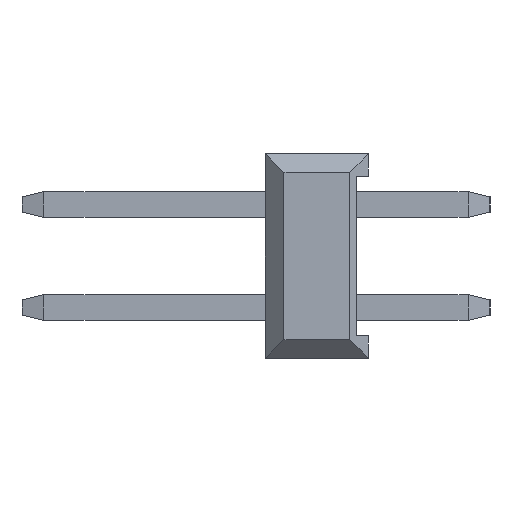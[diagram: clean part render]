
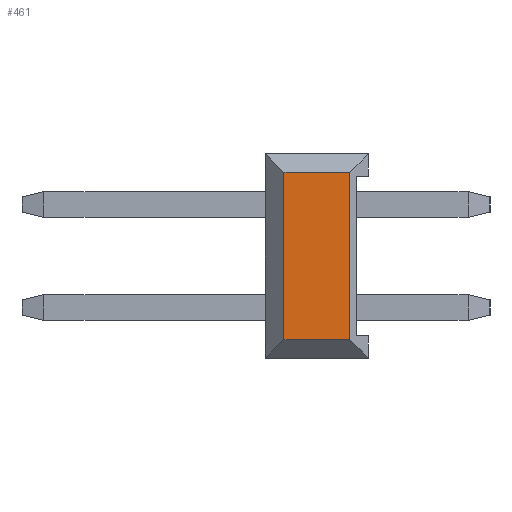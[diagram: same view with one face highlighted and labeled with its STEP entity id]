
A CAD part, left-side view. The second image highlights one B-rep face of the part: STEP entity #461.
In plain terms, the highlighted planar face has unit normal (-1, 0, 0).
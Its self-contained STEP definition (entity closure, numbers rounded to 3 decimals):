
#461 = ADVANCED_FACE ( 'NONE', ( #2198 ), #38049, .F. ) ;
#615 = EDGE_CURVE ( 'NONE', #1671, #1672, #25501, .T. ) ;
#619 = EDGE_CURVE ( 'NONE', #1671, #7987, #25508, .T. ) ;
#620 = EDGE_CURVE ( 'NONE', #7987, #7988, #25514, .T. ) ;
#623 = EDGE_CURVE ( 'NONE', #1672, #7988, #25520, .T. ) ;
#1671 = VERTEX_POINT ( 'NONE', #12960 ) ;
#1672 = VERTEX_POINT ( 'NONE', #12961 ) ;
#2079 = VECTOR ( 'NONE', #25503, 1000. ) ;
#2090 = VECTOR ( 'NONE', #25512, 1000. ) ;
#2119 = VECTOR ( 'NONE', #25524, 1000. ) ;
#2123 = VECTOR ( 'NONE', #25518, 1000. ) ;
#2198 = FACE_OUTER_BOUND ( 'NONE', #14790, .T. ) ;
#2215 = AXIS2_PLACEMENT_3D ( 'NONE', #38050, #38051, #38052 ) ;
#7987 = VERTEX_POINT ( 'NONE', #27610 ) ;
#7988 = VERTEX_POINT ( 'NONE', #27611 ) ;
#12960 = CARTESIAN_POINT ( 'NONE',  ( -1.27, 2.08, -3.33 ) ) ;
#12961 = CARTESIAN_POINT ( 'NONE',  ( -1.27, 0.46, -3.33 ) ) ;
#14790 = EDGE_LOOP ( 'NONE', ( #19658, #19656, #19657, #19655 ) ) ;
#19655 = ORIENTED_EDGE ( 'NONE', *, *, #623, .T. ) ;
#19656 = ORIENTED_EDGE ( 'NONE', *, *, #619, .F. ) ;
#19657 = ORIENTED_EDGE ( 'NONE', *, *, #615, .T. ) ;
#19658 = ORIENTED_EDGE ( 'NONE', *, *, #620, .F. ) ;
#25501 = LINE ( 'NONE', #25502, #2079 ) ;
#25502 = CARTESIAN_POINT ( 'NONE',  ( -1.27, 2.54, -3.33 ) ) ;
#25503 = DIRECTION ( 'NONE',  ( 0., -1., 0. ) ) ;
#25508 = LINE ( 'NONE', #25510, #2090 ) ;
#25510 = CARTESIAN_POINT ( 'NONE',  ( -1.27, 2.08, -3.81 ) ) ;
#25512 = DIRECTION ( 'NONE',  ( 0., 0., 1. ) ) ;
#25514 = LINE ( 'NONE', #25516, #2123 ) ;
#25516 = CARTESIAN_POINT ( 'NONE',  ( -1.27, 2.54, 0.79 ) ) ;
#25518 = DIRECTION ( 'NONE',  ( 0., -1., 0. ) ) ;
#25520 = LINE ( 'NONE', #25522, #2119 ) ;
#25522 = CARTESIAN_POINT ( 'NONE',  ( -1.27, 0.46, -3.81 ) ) ;
#25524 = DIRECTION ( 'NONE',  ( 0., 0., 1. ) ) ;
#27610 = CARTESIAN_POINT ( 'NONE',  ( -1.27, 2.08, 0.79 ) ) ;
#27611 = CARTESIAN_POINT ( 'NONE',  ( -1.27, 0.46, 0.79 ) ) ;
#38049 = PLANE ( 'NONE',  #2215 ) ;
#38050 = CARTESIAN_POINT ( 'NONE',  ( -1.27, 2.54, 0.79 ) ) ;
#38051 = DIRECTION ( 'NONE',  ( 1., 0., 0. ) ) ;
#38052 = DIRECTION ( 'NONE',  ( 0., 0., -1. ) ) ;
